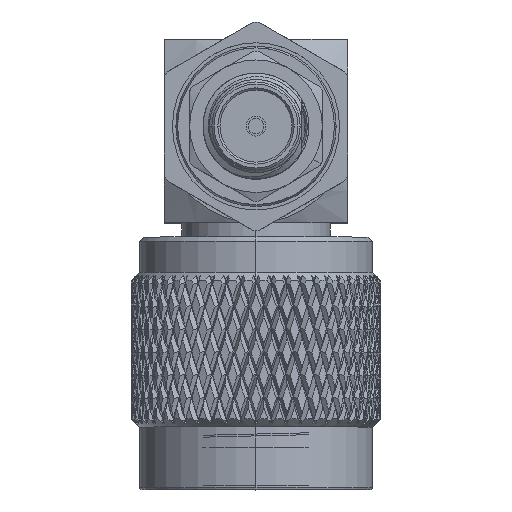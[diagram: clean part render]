
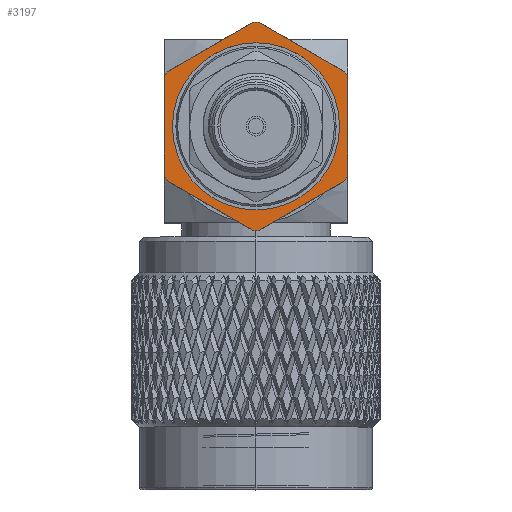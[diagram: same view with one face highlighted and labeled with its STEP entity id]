
A CAD part, top view. The second image highlights one B-rep face of the part: STEP entity #3197.
In plain terms, the highlighted face is planar.
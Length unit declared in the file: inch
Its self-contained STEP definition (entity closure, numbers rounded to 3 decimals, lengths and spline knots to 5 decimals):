
#154 = EDGE_CURVE ( 'NONE', #5400, #27581, #79039, .T. ) ;
#750 = CARTESIAN_POINT ( 'NONE',  ( 0.433, -0.1175, -0.2165 ) ) ;
#756 = DIRECTION ( 'NONE',  ( 0., 0., 1. ) ) ;
#2255 = AXIS2_PLACEMENT_3D ( 'NONE', #73689, #83436, #40732 ) ;
#3046 = EDGE_LOOP ( 'NONE', ( #93086, #102506 ) ) ;
#3175 = ORIENTED_EDGE ( 'NONE', *, *, #44088, .F. ) ;
#3197 = ADVANCED_FACE ( 'NONE', ( #100939, #84756 ), #26976, .T. ) ;
#3765 = DIRECTION ( 'NONE',  ( 0., -0.5, 0.866 ) ) ;
#5400 = VERTEX_POINT ( 'NONE', #100784 ) ;
#6416 = AXIS2_PLACEMENT_3D ( 'NONE', #21354, #89779, #19906 ) ;
#7180 = CIRCLE ( 'NONE', #42195, 0.24633 ) ;
#9453 = DIRECTION ( 'NONE',  ( 0., 0., -1. ) ) ;
#12450 = AXIS2_PLACEMENT_3D ( 'NONE', #70318, #18753, #756 ) ;
#12500 = CIRCLE ( 'NONE', #43708, 0.24633 ) ;
#12681 = DIRECTION ( 'NONE',  ( 0., 0., -1. ) ) ;
#15305 = DIRECTION ( 'NONE',  ( 1., 0., 0. ) ) ;
#17589 = CARTESIAN_POINT ( 'NONE',  ( 0.433, 0.125, -0.2165 ) ) ;
#17844 = DIRECTION ( 'NONE',  ( 0., 0.5, -0.866 ) ) ;
#18218 = CARTESIAN_POINT ( 'NONE',  ( 0.433, -0.24999, 0. ) ) ;
#18439 = DIRECTION ( 'NONE',  ( 0., 0., -1. ) ) ;
#18533 = CIRCLE ( 'NONE', #2255, 0.19735 ) ;
#18753 = DIRECTION ( 'NONE',  ( -1., 0., 0. ) ) ;
#19906 = DIRECTION ( 'NONE',  ( 0., 0., -1. ) ) ;
#20476 = VECTOR ( 'NONE', #85673, 39.37008 ) ;
#20495 = DIRECTION ( 'NONE',  ( 0., 0., -1. ) ) ;
#21354 = CARTESIAN_POINT ( 'NONE',  ( 0.433, 0., 0. ) ) ;
#23192 = VERTEX_POINT ( 'NONE', #29620 ) ;
#25190 = CARTESIAN_POINT ( 'NONE',  ( 0.433, 0.1175, 0.2165 ) ) ;
#26976 = PLANE ( 'NONE',  #12450 ) ;
#27581 = VERTEX_POINT ( 'NONE', #41861 ) ;
#29620 = CARTESIAN_POINT ( 'NONE',  ( 0.433, -0.24624, 0.00649 ) ) ;
#30527 = EDGE_CURVE ( 'NONE', #88083, #77153, #96543, .T. ) ;
#30714 = AXIS2_PLACEMENT_3D ( 'NONE', #60742, #59991, #9453 ) ;
#31135 = CARTESIAN_POINT ( 'NONE',  ( 0.433, 0.12874, 0.21001 ) ) ;
#32465 = CARTESIAN_POINT ( 'NONE',  ( 0.433, 0., 0. ) ) ;
#33526 = CARTESIAN_POINT ( 'NONE',  ( 0.433, 0., 0. ) ) ;
#34850 = DIRECTION ( 'NONE',  ( 1., 0., 0. ) ) ;
#35178 = CARTESIAN_POINT ( 'NONE',  ( 0.433, -0.125, -0.2165 ) ) ;
#37987 = CARTESIAN_POINT ( 'NONE',  ( 0.433, 0.24624, 0.00649 ) ) ;
#38608 = VERTEX_POINT ( 'NONE', #105647 ) ;
#38721 = VERTEX_POINT ( 'NONE', #31135 ) ;
#39856 = DIRECTION ( 'NONE',  ( 0., 0., -1. ) ) ;
#40662 = CARTESIAN_POINT ( 'NONE',  ( 0.433, -0.12874, -0.21001 ) ) ;
#40732 = DIRECTION ( 'NONE',  ( 0., 0., -1. ) ) ;
#40816 = CARTESIAN_POINT ( 'NONE',  ( 0.433, 0., 0.19735 ) ) ;
#41861 = CARTESIAN_POINT ( 'NONE',  ( 0.433, 0.12874, -0.21001 ) ) ;
#42195 = AXIS2_PLACEMENT_3D ( 'NONE', #107635, #47368, #39856 ) ;
#42959 = EDGE_CURVE ( 'NONE', #38721, #106075, #98330, .T. ) ;
#43708 = AXIS2_PLACEMENT_3D ( 'NONE', #33526, #15305, #75109 ) ;
#43822 = CARTESIAN_POINT ( 'NONE',  ( 0.433, 0., 0. ) ) ;
#44088 = EDGE_CURVE ( 'NONE', #63387, #74840, #12500, .T. ) ;
#45073 = LINE ( 'NONE', #35178, #55857 ) ;
#47368 = DIRECTION ( 'NONE',  ( 1., 0., 0. ) ) ;
#47426 = CARTESIAN_POINT ( 'NONE',  ( 0.433, -0.125, 0.2165 ) ) ;
#48990 = ORIENTED_EDGE ( 'NONE', *, *, #30527, .T. ) ;
#49746 = VECTOR ( 'NONE', #99853, 39.37008 ) ;
#50452 = EDGE_CURVE ( 'NONE', #23192, #38608, #7180, .T. ) ;
#51279 = CARTESIAN_POINT ( 'NONE',  ( 0.433, 0.24999, 0. ) ) ;
#52669 = LINE ( 'NONE', #17589, #91549 ) ;
#52861 = VECTOR ( 'NONE', #85941, 39.37008 ) ;
#53437 = VERTEX_POINT ( 'NONE', #106768 ) ;
#53561 = VERTEX_POINT ( 'NONE', #40816 ) ;
#54742 = ORIENTED_EDGE ( 'NONE', *, *, #85130, .F. ) ;
#55484 = ORIENTED_EDGE ( 'NONE', *, *, #88253, .T. ) ;
#55857 = VECTOR ( 'NONE', #3765, 39.37008 ) ;
#59991 = DIRECTION ( 'NONE',  ( 1., 0., 0. ) ) ;
#60742 = CARTESIAN_POINT ( 'NONE',  ( 0.433, 0., 0. ) ) ;
#61359 = EDGE_CURVE ( 'NONE', #63387, #38608, #45073, .T. ) ;
#61575 = CIRCLE ( 'NONE', #83373, 0.24633 ) ;
#62436 = ORIENTED_EDGE ( 'NONE', *, *, #81942, .T. ) ;
#62575 = AXIS2_PLACEMENT_3D ( 'NONE', #43822, #34850, #18439 ) ;
#63226 = DIRECTION ( 'NONE',  ( 1., 0., 0. ) ) ;
#63387 = VERTEX_POINT ( 'NONE', #40662 ) ;
#64138 = DIRECTION ( 'NONE',  ( 0., -1., 0. ) ) ;
#64238 = EDGE_CURVE ( 'NONE', #88083, #67702, #90444, .T. ) ;
#65145 = CIRCLE ( 'NONE', #30714, 0.24633 ) ;
#65937 = ORIENTED_EDGE ( 'NONE', *, *, #50452, .F. ) ;
#67702 = VERTEX_POINT ( 'NONE', #75824 ) ;
#68171 = ORIENTED_EDGE ( 'NONE', *, *, #68519, .T. ) ;
#68519 = EDGE_CURVE ( 'NONE', #5400, #74840, #52669, .T. ) ;
#68686 = ORIENTED_EDGE ( 'NONE', *, *, #154, .F. ) ;
#68794 = LINE ( 'NONE', #18218, #52861 ) ;
#70318 = CARTESIAN_POINT ( 'NONE',  ( 0.433, 0.19735, 0. ) ) ;
#73689 = CARTESIAN_POINT ( 'NONE',  ( 0.433, 0., 0. ) ) ;
#74605 = CARTESIAN_POINT ( 'NONE',  ( 0.433, 0.24624, -0.00649 ) ) ;
#74840 = VERTEX_POINT ( 'NONE', #750 ) ;
#75109 = DIRECTION ( 'NONE',  ( 0., 0., -1. ) ) ;
#75824 = CARTESIAN_POINT ( 'NONE',  ( 0.433, -0.12874, 0.21001 ) ) ;
#77153 = VERTEX_POINT ( 'NONE', #25190 ) ;
#78034 = CARTESIAN_POINT ( 'NONE',  ( 0.433, 0.125, 0.2165 ) ) ;
#79039 = CIRCLE ( 'NONE', #6416, 0.24633 ) ;
#81942 = EDGE_CURVE ( 'NONE', #104829, #27581, #100904, .T. ) ;
#83373 = AXIS2_PLACEMENT_3D ( 'NONE', #32465, #102471, #20495 ) ;
#83436 = DIRECTION ( 'NONE',  ( 1., 0., 0. ) ) ;
#84756 = FACE_OUTER_BOUND ( 'NONE', #98336, .T. ) ;
#85130 = EDGE_CURVE ( 'NONE', #38721, #77153, #65145, .T. ) ;
#85673 = DIRECTION ( 'NONE',  ( 0., -0.5, -0.866 ) ) ;
#85941 = DIRECTION ( 'NONE',  ( 0., 0.5, 0.866 ) ) ;
#86263 = VECTOR ( 'NONE', #17844, 39.37008 ) ;
#88083 = VERTEX_POINT ( 'NONE', #100684 ) ;
#88253 = EDGE_CURVE ( 'NONE', #23192, #67702, #68794, .T. ) ;
#89609 = CIRCLE ( 'NONE', #62575, 0.19735 ) ;
#89779 = DIRECTION ( 'NONE',  ( 1., 0., 0. ) ) ;
#90444 = CIRCLE ( 'NONE', #107010, 0.24633 ) ;
#91549 = VECTOR ( 'NONE', #64138, 39.37008 ) ;
#92364 = ORIENTED_EDGE ( 'NONE', *, *, #64238, .F. ) ;
#92746 = ORIENTED_EDGE ( 'NONE', *, *, #61359, .T. ) ;
#93086 = ORIENTED_EDGE ( 'NONE', *, *, #102175, .T. ) ;
#96543 = LINE ( 'NONE', #47426, #49746 ) ;
#97308 = CARTESIAN_POINT ( 'NONE',  ( 0.433, 0., 0. ) ) ;
#98330 = LINE ( 'NONE', #78034, #86263 ) ;
#98336 = EDGE_LOOP ( 'NONE', ( #54742, #103004, #106354, #62436, #68686, #68171, #3175, #92746, #65937, #55484, #92364, #48990 ) ) ;
#99853 = DIRECTION ( 'NONE',  ( 0., 1., 0. ) ) ;
#100253 = EDGE_CURVE ( 'NONE', #104829, #106075, #61575, .T. ) ;
#100586 = EDGE_CURVE ( 'NONE', #53561, #53437, #89609, .T. ) ;
#100684 = CARTESIAN_POINT ( 'NONE',  ( 0.433, -0.1175, 0.2165 ) ) ;
#100784 = CARTESIAN_POINT ( 'NONE',  ( 0.433, 0.1175, -0.2165 ) ) ;
#100904 = LINE ( 'NONE', #51279, #20476 ) ;
#100939 = FACE_BOUND ( 'NONE', #3046, .T. ) ;
#102175 = EDGE_CURVE ( 'NONE', #53437, #53561, #18533, .T. ) ;
#102471 = DIRECTION ( 'NONE',  ( 1., 0., 0. ) ) ;
#102506 = ORIENTED_EDGE ( 'NONE', *, *, #100586, .T. ) ;
#103004 = ORIENTED_EDGE ( 'NONE', *, *, #42959, .T. ) ;
#104829 = VERTEX_POINT ( 'NONE', #74605 ) ;
#105647 = CARTESIAN_POINT ( 'NONE',  ( 0.433, -0.24624, -0.00649 ) ) ;
#106075 = VERTEX_POINT ( 'NONE', #37987 ) ;
#106354 = ORIENTED_EDGE ( 'NONE', *, *, #100253, .F. ) ;
#106768 = CARTESIAN_POINT ( 'NONE',  ( 0.433, 0., -0.19735 ) ) ;
#107010 = AXIS2_PLACEMENT_3D ( 'NONE', #97308, #63226, #12681 ) ;
#107635 = CARTESIAN_POINT ( 'NONE',  ( 0.433, 0., 0. ) ) ;
